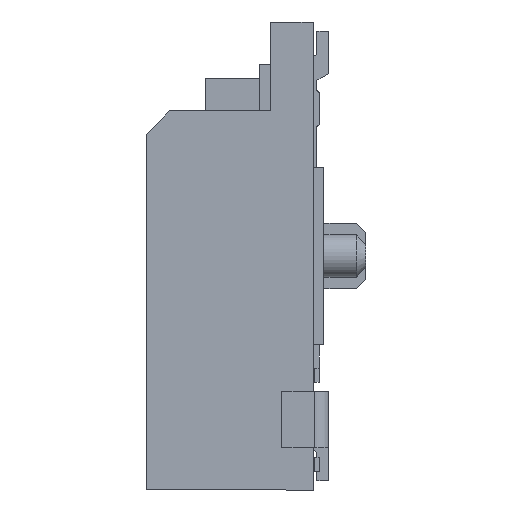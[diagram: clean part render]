
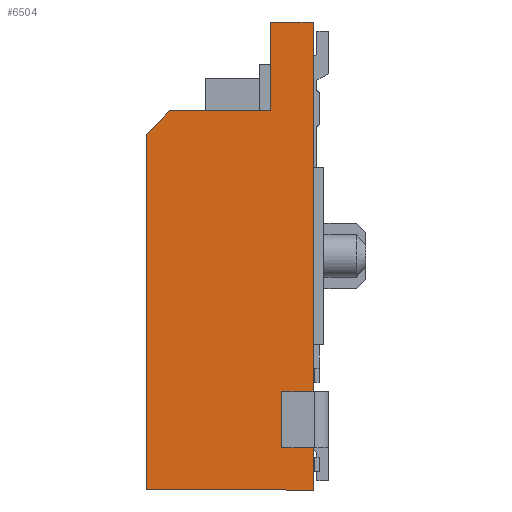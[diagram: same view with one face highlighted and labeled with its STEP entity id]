
A CAD part, left-side view. The second image highlights one B-rep face of the part: STEP entity #6504.
In plain terms, the highlighted planar face has unit normal (-1, 0, 0).
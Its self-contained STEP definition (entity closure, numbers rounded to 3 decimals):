
#6422 = EDGE_CURVE ( 'NONE', #6445, #9648, #19457, .T. ) ;
#6442 = VERTEX_POINT ( 'NONE', #19485 ) ;
#6444 = EDGE_CURVE ( 'NONE', #6442, #6445, #19484, .T. ) ;
#6445 = VERTEX_POINT ( 'NONE', #19544 ) ;
#6494 = EDGE_CURVE ( 'NONE', #9536, #6495, #19585, .T. ) ;
#6495 = VERTEX_POINT ( 'NONE', #19581 ) ;
#6504 = ADVANCED_FACE ( 'NONE', ( #19628 ), #19627, .T. ) ;
#6505 = EDGE_LOOP ( 'NONE', ( #6506, #6509, #6569, #6570, #6571, #6572, #6573 ) ) ;
#6506 = ORIENTED_EDGE ( 'NONE', *, *, #6507, .T. ) ;
#6507 = EDGE_CURVE ( 'NONE', #6442, #6508, #19622, .T. ) ;
#6508 = VERTEX_POINT ( 'NONE', #19618 ) ;
#6509 = ORIENTED_EDGE ( 'NONE', *, *, #6510, .T. ) ;
#6510 = EDGE_CURVE ( 'NONE', #6508, #6515, #19617, .T. ) ;
#6514 = EDGE_CURVE ( 'NONE', #6495, #6515, #19671, .T. ) ;
#6515 = VERTEX_POINT ( 'NONE', #19667 ) ;
#6569 = ORIENTED_EDGE ( 'NONE', *, *, #6514, .F. ) ;
#6570 = ORIENTED_EDGE ( 'NONE', *, *, #6494, .F. ) ;
#6571 = ORIENTED_EDGE ( 'NONE', *, *, #9535, .F. ) ;
#6572 = ORIENTED_EDGE ( 'NONE', *, *, #6422, .F. ) ;
#6573 = ORIENTED_EDGE ( 'NONE', *, *, #6444, .F. ) ;
#9535 = EDGE_CURVE ( 'NONE', #9648, #9536, #24501, .T. ) ;
#9536 = VERTEX_POINT ( 'NONE', #24494 ) ;
#9648 = VERTEX_POINT ( 'NONE', #24691 ) ;
#19454 = DIRECTION ( 'NONE',  ( 0., -1., 0. ) ) ;
#19455 = VECTOR ( 'NONE', #19454, 1000. ) ;
#19456 = CARTESIAN_POINT ( 'NONE',  ( -14.2, 1.135, 5. ) ) ;
#19457 = LINE ( 'NONE', #19456, #19455 ) ;
#19481 = DIRECTION ( 'NONE',  ( 0., 0., 1. ) ) ;
#19482 = VECTOR ( 'NONE', #19481, 1000. ) ;
#19483 = CARTESIAN_POINT ( 'NONE',  ( -14.2, 1.135, 2.2 ) ) ;
#19484 = LINE ( 'NONE', #19483, #19482 ) ;
#19485 = CARTESIAN_POINT ( 'NONE',  ( -14.2, 1.135, 3.1 ) ) ;
#19544 = CARTESIAN_POINT ( 'NONE',  ( -14.2, 1.135, 5. ) ) ;
#19581 = CARTESIAN_POINT ( 'NONE',  ( -14.2, 3.8, -5. ) ) ;
#19582 = DIRECTION ( 'NONE',  ( 0., 1., 0. ) ) ;
#19583 = VECTOR ( 'NONE', #19582, 1000. ) ;
#19584 = CARTESIAN_POINT ( 'NONE',  ( -14.2, 3.8, -5. ) ) ;
#19585 = LINE ( 'NONE', #19584, #19583 ) ;
#19614 = DIRECTION ( 'NONE',  ( 0., 0.707, -0.707 ) ) ;
#19615 = VECTOR ( 'NONE', #19614, 1000. ) ;
#19616 = CARTESIAN_POINT ( 'NONE',  ( -14.2, 6.268, 0.132 ) ) ;
#19617 = LINE ( 'NONE', #19616, #19615 ) ;
#19618 = CARTESIAN_POINT ( 'NONE',  ( -14.2, 3.3, 3.1 ) ) ;
#19619 = DIRECTION ( 'NONE',  ( 0., 1., 0. ) ) ;
#19620 = VECTOR ( 'NONE', #19619, 1000. ) ;
#19621 = CARTESIAN_POINT ( 'NONE',  ( -14.2, -0.405, 3.1 ) ) ;
#19622 = LINE ( 'NONE', #19621, #19620 ) ;
#19623 = DIRECTION ( 'NONE',  ( 0., 0., 1. ) ) ;
#19624 = DIRECTION ( 'NONE',  ( -1., 0., 0. ) ) ;
#19625 = AXIS2_PLACEMENT_3D ( 'NONE', #19626, #19624, #19623 ) ;
#19626 = CARTESIAN_POINT ( 'NONE',  ( -14.2, 1.135, -5. ) ) ;
#19627 = PLANE ( 'NONE',  #19625 ) ;
#19628 = FACE_OUTER_BOUND ( 'NONE', #6505, .T. ) ;
#19667 = CARTESIAN_POINT ( 'NONE',  ( -14.2, 3.8, 2.6 ) ) ;
#19668 = DIRECTION ( 'NONE',  ( 0., 0., 1. ) ) ;
#19669 = VECTOR ( 'NONE', #19668, 1000. ) ;
#19670 = CARTESIAN_POINT ( 'NONE',  ( -14.2, 3.8, 2.2 ) ) ;
#19671 = LINE ( 'NONE', #19670, #19669 ) ;
#24494 = CARTESIAN_POINT ( 'NONE',  ( -14.2, 0.23, -5. ) ) ;
#24495 = DIRECTION ( 'NONE',  ( 0., 0., -1. ) ) ;
#24496 = VECTOR ( 'NONE', #24495, 1000. ) ;
#24497 = CARTESIAN_POINT ( 'NONE',  ( -14.2, 0.23, 5. ) ) ;
#24501 = LINE ( 'NONE', #24497, #24496 ) ;
#24691 = CARTESIAN_POINT ( 'NONE',  ( -14.2, 0.23, 5. ) ) ;
